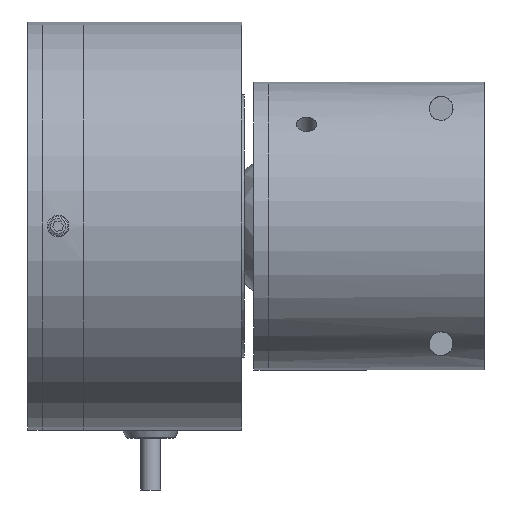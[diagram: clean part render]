
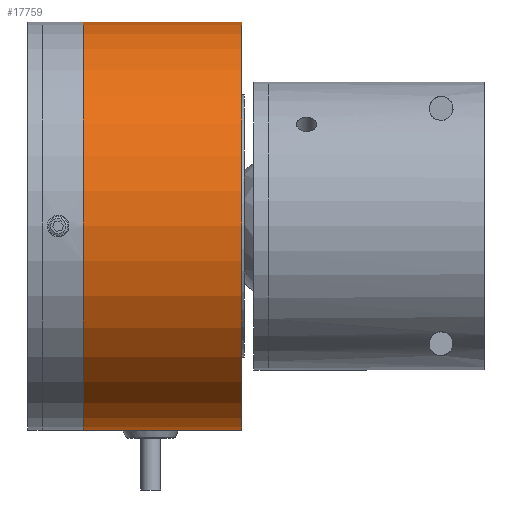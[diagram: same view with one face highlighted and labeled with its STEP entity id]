
A CAD part, front view. The second image highlights one B-rep face of the part: STEP entity #17759.
In plain terms, the highlighted cylindrical face has radius 42.5 mm (diameter 85 mm), a full revolution.
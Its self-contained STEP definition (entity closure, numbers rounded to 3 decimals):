
#23 = DIRECTION ( 'NONE',  ( 0., 0., 1. ) ) ;
#768 = FACE_BOUND ( 'NONE', #13514, .T. ) ;
#796 = DIRECTION ( 'NONE',  ( 0., 0., -1. ) ) ;
#861 = DIRECTION ( 'NONE',  ( -1., 0., 0. ) ) ;
#969 = CARTESIAN_POINT ( 'NONE',  ( 12.5, 41.5, 9.165 ) ) ;
#1301 = EDGE_CURVE ( 'NONE', #5324, #5324, #1586, .T. ) ;
#1586 = CIRCLE ( 'NONE', #2277, 42.5 ) ;
#2186 = DIRECTION ( 'NONE',  ( -1., 0., 0. ) ) ;
#2277 = AXIS2_PLACEMENT_3D ( 'NONE', #3312, #15651, #23 ) ;
#2457 = AXIS2_PLACEMENT_3D ( 'NONE', #19751, #11834, #16571 ) ;
#2487 = VECTOR ( 'NONE', #2186, 1000. ) ;
#2658 = ORIENTED_EDGE ( 'NONE', *, *, #12392, .F. ) ;
#3301 = AXIS2_PLACEMENT_3D ( 'NONE', #8755, #861, #18303 ) ;
#3312 = CARTESIAN_POINT ( 'NONE',  ( 41.5, 0., 0. ) ) ;
#3614 = EDGE_LOOP ( 'NONE', ( #14518 ) ) ;
#3940 = AXIS2_PLACEMENT_3D ( 'NONE', #17423, #11216, #16039 ) ;
#4219 = ORIENTED_EDGE ( 'NONE', *, *, #12593, .T. ) ;
#4556 = FACE_OUTER_BOUND ( 'NONE', #16751, .T. ) ;
#5324 = VERTEX_POINT ( 'NONE', #18424 ) ;
#7589 = FACE_OUTER_BOUND ( 'NONE', #3614, .T. ) ;
#7623 = ORIENTED_EDGE ( 'NONE', *, *, #10398, .T. ) ;
#7883 = CARTESIAN_POINT ( 'NONE',  ( 12.5, 41.5, -9.165 ) ) ;
#8755 = CARTESIAN_POINT ( 'NONE',  ( 12.5, 0., 0. ) ) ;
#9108 = VERTEX_POINT ( 'NONE', #9971 ) ;
#9754 = ORIENTED_EDGE ( 'NONE', *, *, #15535, .T. ) ;
#9971 = CARTESIAN_POINT ( 'NONE',  ( 32.5, 41.5, 9.165 ) ) ;
#10398 = EDGE_CURVE ( 'NONE', #17001, #9108, #10506, .T. ) ;
#10506 = CIRCLE ( 'NONE', #18264, 42.5 ) ;
#10565 = VECTOR ( 'NONE', #18497, 1000. ) ;
#10987 = CYLINDRICAL_SURFACE ( 'NONE', #3940, 42.5 ) ;
#11216 = DIRECTION ( 'NONE',  ( -1., 0., 0. ) ) ;
#11549 = CIRCLE ( 'NONE', #2457, 42.5 ) ;
#11834 = DIRECTION ( 'NONE',  ( -1., 0., 0. ) ) ;
#12392 = EDGE_CURVE ( 'NONE', #12984, #12984, #11549, .T. ) ;
#12593 = EDGE_CURVE ( 'NONE', #12677, #17001, #16894, .T. ) ;
#12677 = VERTEX_POINT ( 'NONE', #7883 ) ;
#12984 = VERTEX_POINT ( 'NONE', #18061 ) ;
#13382 = CIRCLE ( 'NONE', #3301, 42.5 ) ;
#13514 = EDGE_LOOP ( 'NONE', ( #7623, #16259, #9754, #4219 ) ) ;
#14450 = EDGE_CURVE ( 'NONE', #9108, #20408, #15468, .T. ) ;
#14518 = ORIENTED_EDGE ( 'NONE', *, *, #1301, .T. ) ;
#14928 = CARTESIAN_POINT ( 'NONE',  ( 32.5, 0., 0. ) ) ;
#15245 = DIRECTION ( 'NONE',  ( 1., 0., 0. ) ) ;
#15468 = LINE ( 'NONE', #16965, #2487 ) ;
#15535 = EDGE_CURVE ( 'NONE', #20408, #12677, #13382, .T. ) ;
#15651 = DIRECTION ( 'NONE',  ( -1., 0., 0. ) ) ;
#16039 = DIRECTION ( 'NONE',  ( 0., 0., 1. ) ) ;
#16259 = ORIENTED_EDGE ( 'NONE', *, *, #14450, .T. ) ;
#16571 = DIRECTION ( 'NONE',  ( 0., 0., 1. ) ) ;
#16751 = EDGE_LOOP ( 'NONE', ( #2658 ) ) ;
#16894 = LINE ( 'NONE', #17107, #10565 ) ;
#16965 = CARTESIAN_POINT ( 'NONE',  ( 8.5, 41.5, 9.165 ) ) ;
#17001 = VERTEX_POINT ( 'NONE', #17011 ) ;
#17011 = CARTESIAN_POINT ( 'NONE',  ( 32.5, 41.5, -9.165 ) ) ;
#17107 = CARTESIAN_POINT ( 'NONE',  ( 8.5, 41.5, -9.165 ) ) ;
#17423 = CARTESIAN_POINT ( 'NONE',  ( 8.5, 0., 0. ) ) ;
#17759 = ADVANCED_FACE ( 'NONE', ( #768, #4556, #7589 ), #10987, .T. ) ;
#18061 = CARTESIAN_POINT ( 'NONE',  ( 8.5, 0., 42.5 ) ) ;
#18264 = AXIS2_PLACEMENT_3D ( 'NONE', #14928, #15245, #796 ) ;
#18303 = DIRECTION ( 'NONE',  ( 0., -1., 0. ) ) ;
#18424 = CARTESIAN_POINT ( 'NONE',  ( 41.5, 0., 42.5 ) ) ;
#18497 = DIRECTION ( 'NONE',  ( 1., 0., 0. ) ) ;
#19751 = CARTESIAN_POINT ( 'NONE',  ( 8.5, 0., 0. ) ) ;
#20408 = VERTEX_POINT ( 'NONE', #969 ) ;
